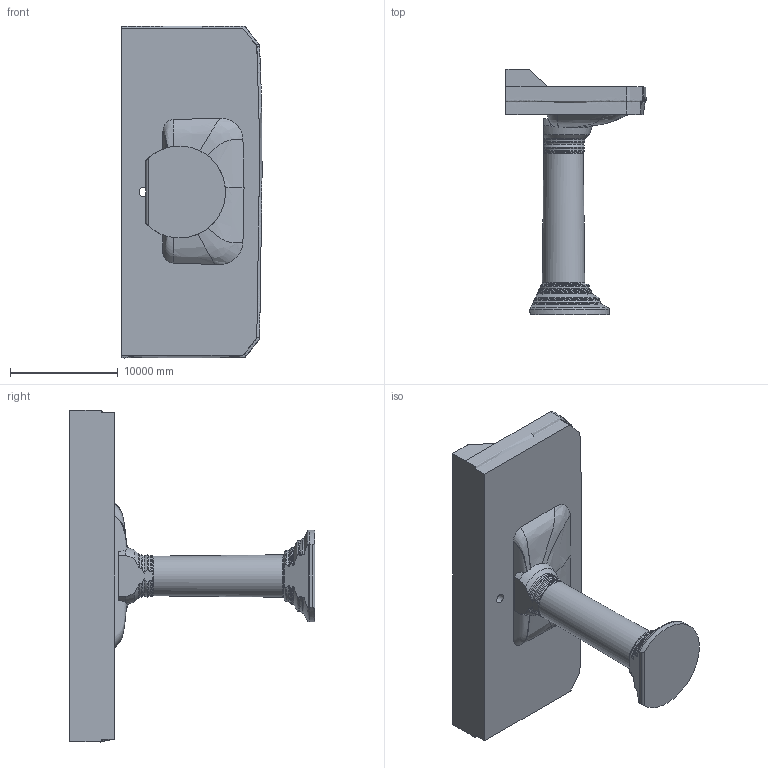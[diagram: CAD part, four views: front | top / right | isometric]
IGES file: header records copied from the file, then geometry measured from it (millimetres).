
Global section: file name: 100026; native system: AutoCAD 2016 - English; preprocessor: Autodesk Translation Framework DWG producer (atf_dwg_producer); organization: unknown; date: 20180130.185647; units: inch
Bounding box: 12977.23 x 22733 x 30744.58 mm (x, y, z)
Volume: 1083775879951 mm3; surface area: 1561894952.9 mm2
Topology: 3 solids, 3 shells, 139 faces, 410 edges, 282 vertices
Faces by surface type: bspline 139
